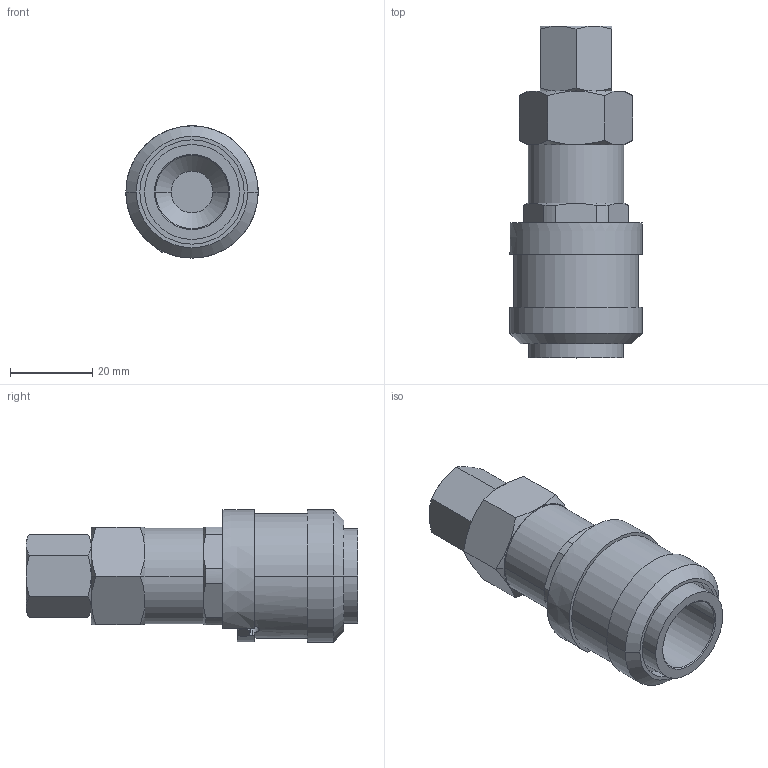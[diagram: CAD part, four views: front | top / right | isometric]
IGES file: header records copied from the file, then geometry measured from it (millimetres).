
Start section:  PTC IGES file: ilcm49560000.igs
Global section: file name: ilcm49560000.igs; native system: Pro/ENGINEER by Parametric Technology Corporation; preprocessor: 2005180; author: kr; organization: Unknown; date: 071109.155426; units: inch
Bounding box: 32.26 x 80.9 x 32.26 mm (x, y, z)
Surface area: 12692.9 mm2 (no closed solid volume)
Topology: 0 solids, 0 shells, 99 faces, 446 edges, 446 vertices
Faces by surface type: revolution 61, bspline 38
